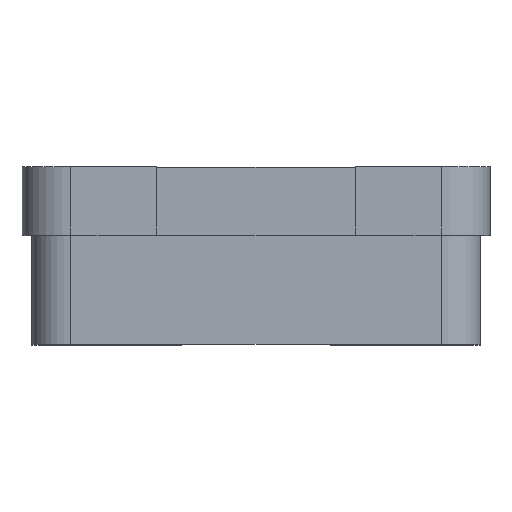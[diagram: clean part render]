
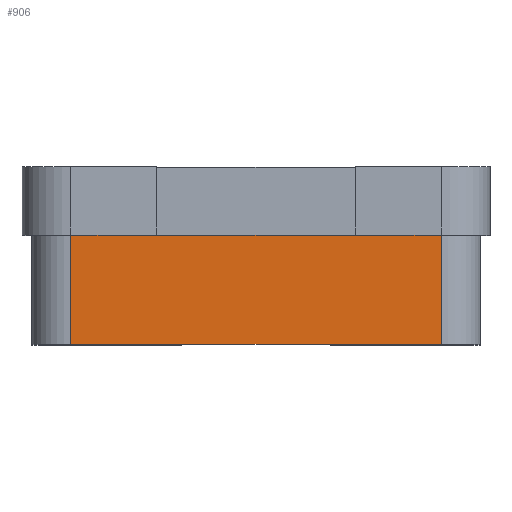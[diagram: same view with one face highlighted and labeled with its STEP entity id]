
A CAD part, top view. The second image highlights one B-rep face of the part: STEP entity #906.
In plain terms, the highlighted planar face has unit normal (0, 0, 1).
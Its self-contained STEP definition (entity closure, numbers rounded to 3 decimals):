
#69=FACE_OUTER_BOUND('',#121,.T.);
#121=EDGE_LOOP('',(#696,#697,#698,#699,#700,#701));
#165=LINE('',#1301,#273);
#180=LINE('',#1337,#288);
#186=LINE('',#1356,#294);
#218=LINE('',#1440,#326);
#220=LINE('',#1446,#328);
#221=LINE('',#1447,#329);
#273=VECTOR('',#1042,10.);
#288=VECTOR('',#1071,10.);
#294=VECTOR('',#1085,10.);
#326=VECTOR('',#1145,10.);
#328=VECTOR('',#1151,10.);
#329=VECTOR('',#1152,10.);
#376=VERTEX_POINT('',#1288);
#381=VERTEX_POINT('',#1300);
#395=VERTEX_POINT('',#1335);
#404=VERTEX_POINT('',#1355);
#442=VERTEX_POINT('',#1439);
#444=VERTEX_POINT('',#1445);
#469=EDGE_CURVE('',#376,#381,#165,.T.);
#488=EDGE_CURVE('',#395,#376,#180,.T.);
#498=EDGE_CURVE('',#381,#404,#186,.T.);
#540=EDGE_CURVE('',#404,#442,#218,.T.);
#543=EDGE_CURVE('',#395,#444,#220,.T.);
#544=EDGE_CURVE('',#442,#444,#221,.T.);
#696=ORIENTED_EDGE('',*,*,#488,.F.);
#697=ORIENTED_EDGE('',*,*,#543,.T.);
#698=ORIENTED_EDGE('',*,*,#544,.F.);
#699=ORIENTED_EDGE('',*,*,#540,.F.);
#700=ORIENTED_EDGE('',*,*,#498,.F.);
#701=ORIENTED_EDGE('',*,*,#469,.F.);
#872=PLANE('',#985);
#906=ADVANCED_FACE('',(#69),#872,.T.);
#985=AXIS2_PLACEMENT_3D('',#1444,#1149,#1150);
#1042=DIRECTION('',(1.,0.,0.));
#1071=DIRECTION('',(1.,0.,0.));
#1085=DIRECTION('',(1.,0.,0.));
#1145=DIRECTION('',(0.,-1.,0.));
#1149=DIRECTION('center_axis',(0.,0.,1.));
#1150=DIRECTION('ref_axis',(-1.,0.,0.));
#1151=DIRECTION('',(0.,-1.,0.));
#1152=DIRECTION('',(-1.,0.,0.));
#1288=CARTESIAN_POINT('',(-5.1,-3.59,11.5));
#1300=CARTESIAN_POINT('',(5.1,-3.59,11.5));
#1301=CARTESIAN_POINT('',(4.75,-3.59,11.5));
#1335=CARTESIAN_POINT('',(-9.5,-3.59,11.5));
#1337=CARTESIAN_POINT('',(4.75,-3.59,11.5));
#1355=CARTESIAN_POINT('',(9.5,-3.59,11.5));
#1356=CARTESIAN_POINT('',(4.75,-3.59,11.5));
#1439=CARTESIAN_POINT('',(9.5,-9.2,11.5));
#1440=CARTESIAN_POINT('',(9.5,0.,11.5));
#1444=CARTESIAN_POINT('Origin',(9.5,0.,11.5));
#1445=CARTESIAN_POINT('',(-9.5,-9.2,11.5));
#1446=CARTESIAN_POINT('',(-9.5,0.,11.5));
#1447=CARTESIAN_POINT('',(-9.5,-9.2,11.5));
